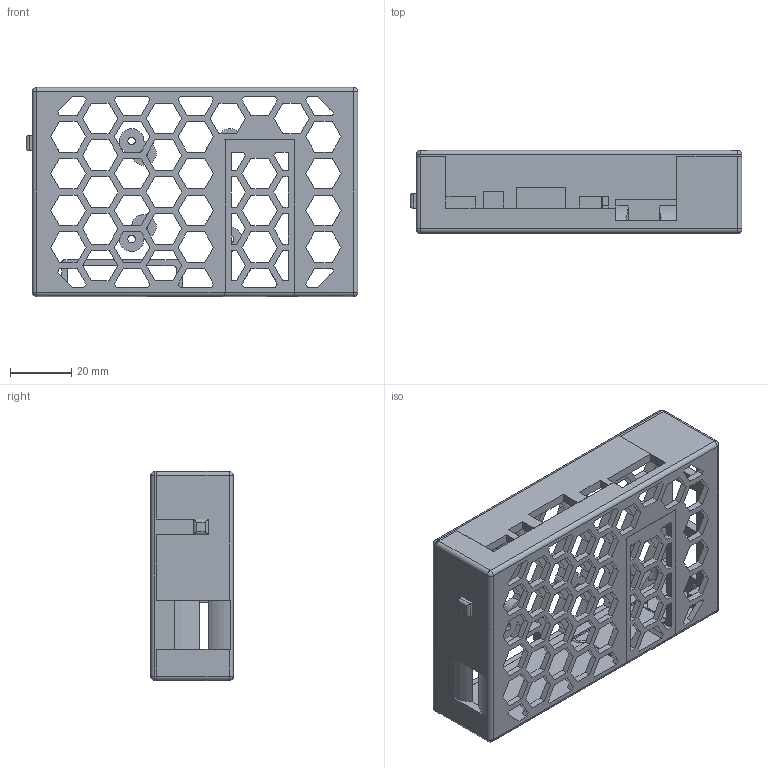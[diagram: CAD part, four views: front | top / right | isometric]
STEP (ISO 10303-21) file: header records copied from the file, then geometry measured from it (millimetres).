
FILE_DESCRIPTION(/* description */ (''),/* implementation_level */ '2;1');
FILE_NAME(/* name */ 'orangepi 5 case v2.step',/* time_stamp */ '2023-03-12T23:04:53-04:00',/* author */ (''),/* organization */ (''),/* preprocessor_version */ 'ST-DEVELOPER v19.2',/* originating_system */ 'Autodesk Translation Framework v11.17.0.187',/* authorisation */ '');
FILE_SCHEMA (('AUTOMOTIVE_DESIGN { 1 0 10303 214 3 1 1 }'));
Length unit declared in the file: millimetre
Products named in the file (1): orangepi 5 case
Bounding box: 108.12 x 27 x 68.12 mm (x, y, z)
Volume: 36716.1 mm3; surface area: 40071 mm2
Topology: 4 solids, 4 shells, 931 faces, 2761 edges, 1810 vertices
Faces by surface type: plane 793, cylinder 122, sphere 8, bspline 6, torus 2
Full cylindrical faces by diameter (mm): 2.4 x8, 3 x8, 3.5 x1
Entity records: 31361 total; most frequent: CARTESIAN_POINT 5781, ORIENTED_EDGE 5522, DIRECTION 4876, EDGE_CURVE 2761, LINE 2454, VECTOR 2454, VERTEX_POINT 1810, AXIS2_PLACEMENT_3D 1211
